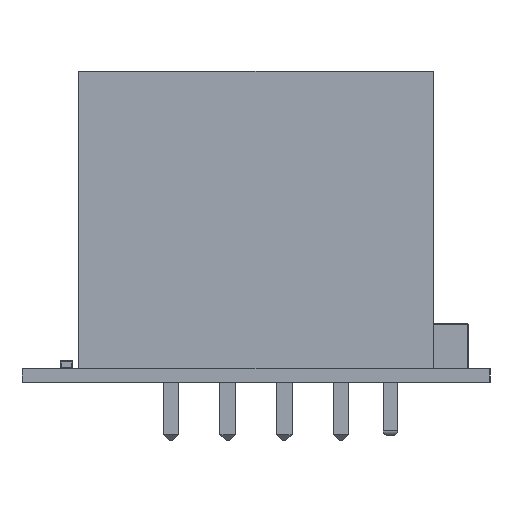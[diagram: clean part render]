
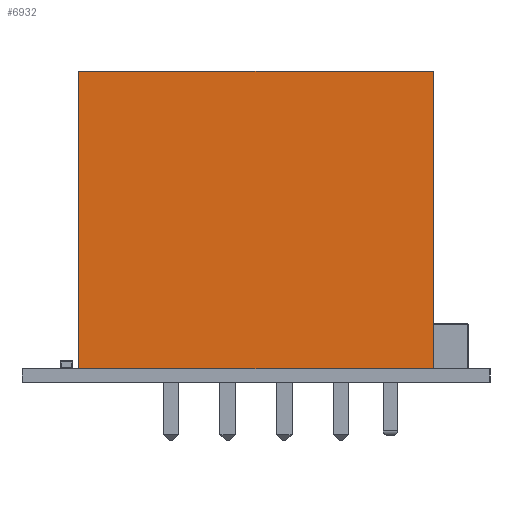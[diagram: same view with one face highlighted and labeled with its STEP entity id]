
A CAD part, left-side view. The second image highlights one B-rep face of the part: STEP entity #6932.
In plain terms, the highlighted planar face has unit normal (-1, 0, 0).
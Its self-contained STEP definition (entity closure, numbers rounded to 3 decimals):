
#6932 = ADVANCED_FACE('',(#6933),#6967,.F.);
#6933 = FACE_BOUND('',#6934,.F.);
#6934 = EDGE_LOOP('',(#6935,#6945,#6953,#6961));
#6935 = ORIENTED_EDGE('',*,*,#6936,.T.);
#6936 = EDGE_CURVE('',#6937,#6939,#6941,.T.);
#6937 = VERTEX_POINT('',#6938);
#6938 = CARTESIAN_POINT('',(-10.9,7.95,0.));
#6939 = VERTEX_POINT('',#6940);
#6940 = CARTESIAN_POINT('',(-10.9,7.95,13.35));
#6941 = LINE('',#6942,#6943);
#6942 = CARTESIAN_POINT('',(-10.9,7.95,0.));
#6943 = VECTOR('',#6944,1.);
#6944 = DIRECTION('',(0.,0.,1.));
#6945 = ORIENTED_EDGE('',*,*,#6946,.T.);
#6946 = EDGE_CURVE('',#6939,#6947,#6949,.T.);
#6947 = VERTEX_POINT('',#6948);
#6948 = CARTESIAN_POINT('',(-10.9,-7.95,13.35));
#6949 = LINE('',#6950,#6951);
#6950 = CARTESIAN_POINT('',(-10.9,7.95,13.35));
#6951 = VECTOR('',#6952,1.);
#6952 = DIRECTION('',(0.,-1.,0.));
#6953 = ORIENTED_EDGE('',*,*,#6954,.F.);
#6954 = EDGE_CURVE('',#6955,#6947,#6957,.T.);
#6955 = VERTEX_POINT('',#6956);
#6956 = CARTESIAN_POINT('',(-10.9,-7.95,0.));
#6957 = LINE('',#6958,#6959);
#6958 = CARTESIAN_POINT('',(-10.9,-7.95,0.));
#6959 = VECTOR('',#6960,1.);
#6960 = DIRECTION('',(0.,0.,1.));
#6961 = ORIENTED_EDGE('',*,*,#6962,.F.);
#6962 = EDGE_CURVE('',#6937,#6955,#6963,.T.);
#6963 = LINE('',#6964,#6965);
#6964 = CARTESIAN_POINT('',(-10.9,7.95,0.));
#6965 = VECTOR('',#6966,1.);
#6966 = DIRECTION('',(0.,-1.,0.));
#6967 = PLANE('',#6968);
#6968 = AXIS2_PLACEMENT_3D('',#6969,#6970,#6971);
#6969 = CARTESIAN_POINT('',(-10.9,7.95,0.));
#6970 = DIRECTION('',(1.,0.,0.));
#6971 = DIRECTION('',(0.,-1.,0.));
